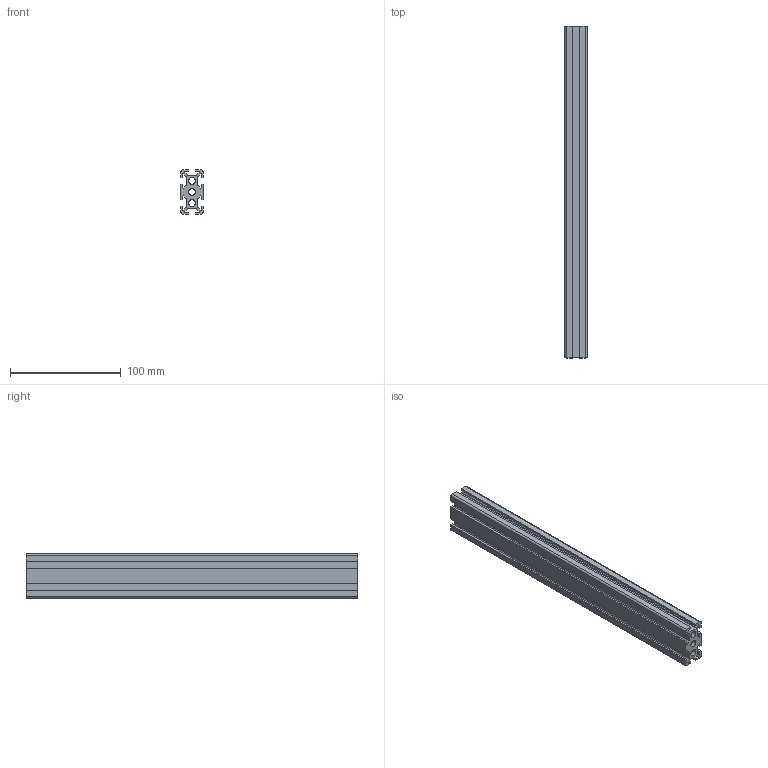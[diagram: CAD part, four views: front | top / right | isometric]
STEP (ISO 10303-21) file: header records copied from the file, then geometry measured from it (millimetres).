
FILE_DESCRIPTION (( 'STEP AP214' ), '1' );
FILE_NAME ('1728137849147.step', '2024-10-05T14:17:52', ( 'Windows User' ), ( '' ), 'SwSTEP 2.0', 'SolidWorks 2011', '' );
FILE_SCHEMA (( 'AUTOMOTIVE_DESIGN' ));
Length unit declared in the file: millimetre
Products named in the file (2): 1728137849147; 1.10.020040.64LPx300.00(1)
Assembly tree (1 placements, depth 2):
  1728137849147
    1.10.020040.64LPx300.00(1)
Bounding box: 20 x 300 x 40 mm (x, y, z)
Volume: 128059.3 mm3; surface area: 93465.1 mm2
Topology: 1 solids, 1 shells, 152 faces, 450 edges, 300 vertices
Faces by surface type: plane 96, cylinder 56
Entity records: 5180 total; most frequent: CARTESIAN_POINT 906, ORIENTED_EDGE 900, DIRECTION 890, EDGE_CURVE 450, LINE 322, VECTOR 322, VERTEX_POINT 300, AXIS2_PLACEMENT_3D 284
